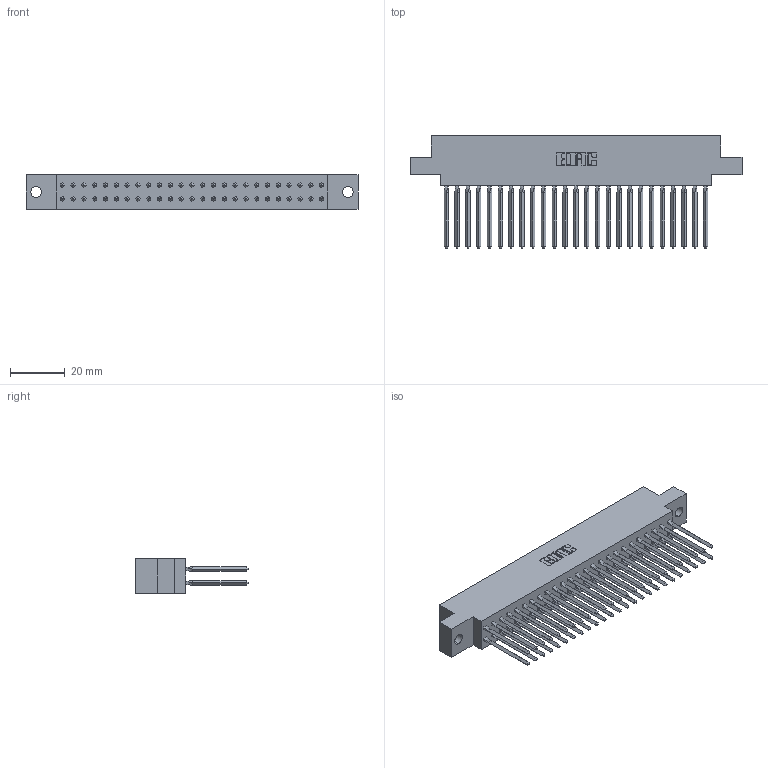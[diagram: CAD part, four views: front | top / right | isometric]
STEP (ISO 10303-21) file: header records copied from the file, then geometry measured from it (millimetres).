
FILE_DESCRIPTION (( 'STEP AP203' ), '1' );
FILE_NAME ('317-050-543-804.STEP', '2020-02-28T03:19:33', ( '' ), ( '' ), 'SwSTEP 2.0', 'SolidWorks 2016', '' );
FILE_SCHEMA (( 'CONFIG_CONTROL_DESIGN' ));
Length unit declared in the file: inch
Products named in the file (3): 317 Part_.156 Dia - TH; 317-290-001_543; 317-050-543-804
Assembly tree (51 placements, depth 2):
  317-050-543-804
    317 Part_.156 Dia - TH
    317-290-001_543  x50
Bounding box: 121.77 x 41.15 x 12.7 mm (x, y, z)
Volume: 20022.6 mm3; surface area: 29534.7 mm2
Topology: 51 solids, 51 shells, 4552 faces, 12625 edges, 8132 vertices
Faces by surface type: plane 3708, cylinder 644, bspline 200
Entity records: 38512 total; most frequent: CARTESIAN_POINT 7131, ORIENTED_EDGE 6630, DIRECTION 5533, EDGE_CURVE 3315, VECTOR 3059, LINE 3059, VERTEX_POINT 2203, AXIS2_PLACEMENT_3D 1237
